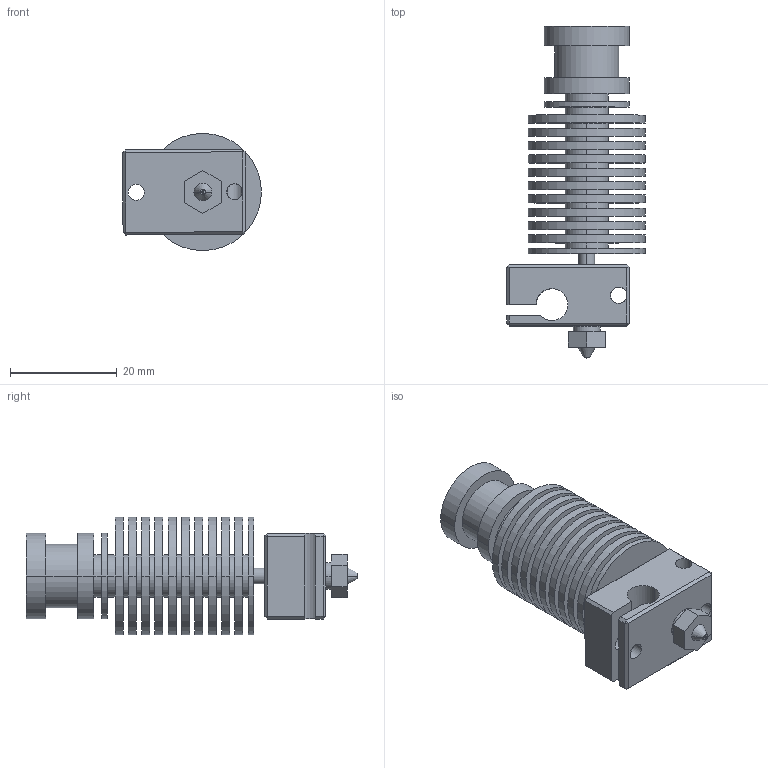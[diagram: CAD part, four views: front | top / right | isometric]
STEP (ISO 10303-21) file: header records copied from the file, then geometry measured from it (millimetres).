
FILE_DESCRIPTION (( 'STEP AP214' ), '1' );
FILE_NAME ('E3D_v6_Assembly.STEP', '2020-03-12T10:03:33', ( '' ), ( '' ), 'SwSTEP 2.0', 'SolidWorks 2015', '' );
FILE_SCHEMA (( 'AUTOMOTIVE_DESIGN' ));
Length unit declared in the file: millimetre
Products named in the file (9): E3D_v6_Heat sink; E3D_V6_Heater block; E3D_v6_Heat break; E3D_v6_nozzle0.4mm; E3D_v6_Assembly
Assembly tree (4 placements, depth 2):
  E3D_v6_Heat sink
  E3D_V6_Heater block
  E3D_v6_Heat break
  E3D_v6_nozzle0.4mm
  E3D_v6_Assembly
    E3D_v6_Heat sink
    E3D_v6_Heat break
    E3D_V6_Heater block
    E3D_v6_nozzle0.4mm
Bounding box: 26.04 x 62.3 x 22 mm (x, y, z)
Volume: 11595.5 mm3; surface area: 14317.4 mm2
Topology: 4 solids, 4 shells, 182 faces, 390 edges, 244 vertices
Faces by surface type: cylinder 92, plane 76, cone 14
Entity records: 5254 total; most frequent: DIRECTION 956, CARTESIAN_POINT 874, ORIENTED_EDGE 780, EDGE_CURVE 390, AXIS2_PLACEMENT_3D 382, VERTEX_POINT 244, EDGE_LOOP 226, VECTOR 192
